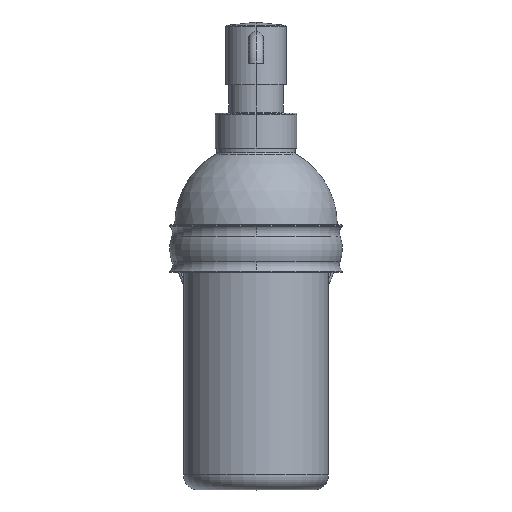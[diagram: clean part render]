
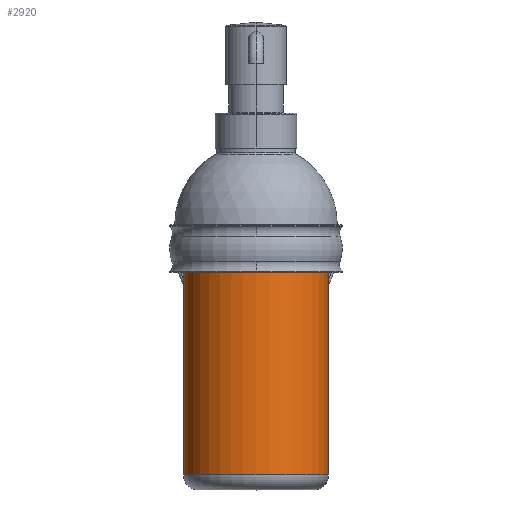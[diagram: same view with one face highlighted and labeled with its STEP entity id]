
A CAD part, top view. The second image highlights one B-rep face of the part: STEP entity #2920.
In plain terms, the highlighted cylindrical face has radius 28.994 mm (diameter 57.988 mm), a partial arc.
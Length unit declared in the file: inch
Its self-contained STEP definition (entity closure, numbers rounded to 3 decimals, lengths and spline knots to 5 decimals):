
#1402=CARTESIAN_POINT('',(0.,-0.374,2.617));
#1403=DIRECTION('',(0.,1.,0.));
#1404=DIRECTION('',(-1.,0.,0.));
#1405=AXIS2_PLACEMENT_3D('',#1402,#1403,#1404);
#1418=DIRECTION('',(0.,1.,0.));
#1419=VECTOR('',#1418,3.18677);
#1420=CARTESIAN_POINT('',(1.1415,-3.56077,2.617));
#1421=LINE('',#1420,#1419);
#1425=CARTESIAN_POINT('',(0.,-3.56077,2.617));
#1426=DIRECTION('',(0.,1.,0.));
#1427=DIRECTION('',(-1.,0.,0.));
#1428=AXIS2_PLACEMENT_3D('',#1425,#1426,#1427);
#1433=DIRECTION('',(0.,1.,0.));
#1434=VECTOR('',#1433,3.18677);
#1435=CARTESIAN_POINT('',(-1.1415,-3.56077,2.617));
#1436=LINE('',#1435,#1434);
#1582=CARTESIAN_POINT('',(1.1415,-3.56077,2.617));
#1583=CARTESIAN_POINT('',(-1.1415,-3.56077,2.617));
#1584=VERTEX_POINT('',#1582);
#1585=VERTEX_POINT('',#1583);
#1600=CARTESIAN_POINT('',(1.1415,-0.374,2.617));
#1601=CARTESIAN_POINT('',(-1.1415,-0.374,2.617));
#1602=VERTEX_POINT('',#1600);
#1603=VERTEX_POINT('',#1601);
#2908=CARTESIAN_POINT('',(0.,-3.822,2.617));
#2909=DIRECTION('',(0.,1.,0.));
#2910=DIRECTION('',(1.,0.,0.));
#2911=AXIS2_PLACEMENT_3D('',#2908,#2909,#2910);
#2912=CYLINDRICAL_SURFACE('',#2911,1.1415);
#2913=ORIENTED_EDGE('',*,*,#2874,.T.);
#2914=ORIENTED_EDGE('',*,*,#2896,.F.);
#2916=ORIENTED_EDGE('',*,*,#2915,.F.);
#2917=ORIENTED_EDGE('',*,*,#2892,.T.);
#2918=EDGE_LOOP('',(#2913,#2914,#2916,#2917));
#2919=FACE_OUTER_BOUND('',#2918,.F.);
#1406=CIRCLE('',#1405,1.1415);
#1429=CIRCLE('',#1428,1.1415);
#2874=EDGE_CURVE('',#1603,#1602,#1406,.T.);
#2892=EDGE_CURVE('',#1585,#1603,#1436,.T.);
#2896=EDGE_CURVE('',#1584,#1602,#1421,.T.);
#2915=EDGE_CURVE('',#1585,#1584,#1429,.T.);
#2920=ADVANCED_FACE('',(#2919),#2912,.T.);
